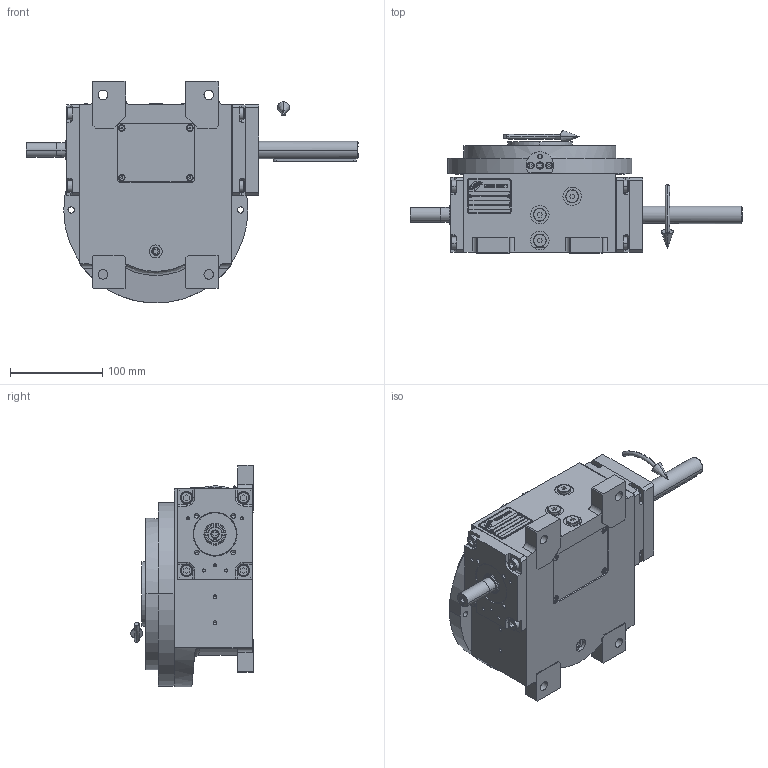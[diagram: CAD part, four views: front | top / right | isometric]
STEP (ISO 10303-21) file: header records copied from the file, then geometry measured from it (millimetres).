
FILE_DESCRIPTION (( 'STEP AP214' ), '1' );
FILE_NAME ('PC5200341.step', '2024-06-17T11:29:42', ( '' ), ( '' ), 'SwSTEP 2.0', 'SolidWorks 2020', '' );
FILE_SCHEMA (( 'AUTOMOTIVE_DESIGN' ));
Length unit declared in the file: millimetre
Products named in the file (74): cfn2000_01_147; cfn2128_04_011; cfn2115_02_213; rig04_004_s_001; AS_rig04_004_s_002; cfn2155_01_055; CFN2203_02_001.stp; RIG06_021_AF0.stp; freccia_angolare; rig04_001_a; AS_rig04_002_bl_011; rig04_002_bl_011; CFN2010_01_006.stp; cfn2003_01_063; cfn2155_01_038; CFN2155_01_007.stp; CFN2010_02_002.stp; cfn2128_05_006; cfn2070_05_001; CFN2000_01_185.stp; AS_rig04_015; cfn2000_01_129; rig04_007_master; cfn2115_02_068; CFN2104_02_017.stp; freccia_angolare_albero; AS_rig04_004; cfn2077_01_018; cfn2107_01_001; olio_agip_blasia_150; CFN2356_03_051.stp; cfn2205_01_012; cfn2151_01_092; cfn2073_01_011; RIG04_005_S_001_ASM.stp; cfn2276_01_065; rig04_071_6_m_n_02.stp; rig04_015; AS_rig04_071_6_m_n_02; rig04_005_s_001 ...
Assembly tree (67 placements, depth 5):
  cfn2115_02_213
  CFN2203_02_001.stp
  CFN2010_01_006.stp
  rig04_007_master
  cfn2077_01_018
Bounding box: 360.5 x 133 x 240.95 mm (x, y, z)
Volume: 1539394.8 mm3; surface area: 451294.3 mm2
Topology: 71 solids, 71 shells, 2054 faces, 5014 edges, 3214 vertices
Faces by surface type: plane 1062, cylinder 634, cone 337, torus 14, sphere 6, bspline 1
Entity records: 62381 total; most frequent: CARTESIAN_POINT 12712, DIRECTION 9872, ORIENTED_EDGE 9434, EDGE_CURVE 4717, AXIS2_PLACEMENT_3D 3395, LINE 3082, VECTOR 3082, VERTEX_POINT 3069
